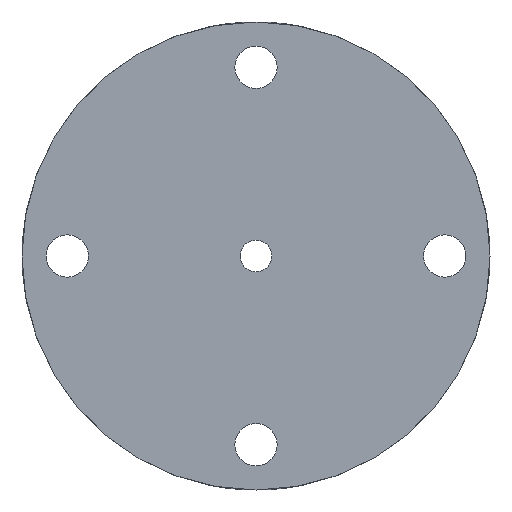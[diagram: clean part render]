
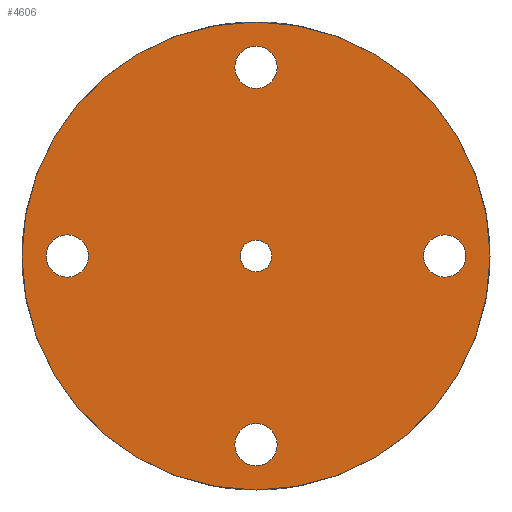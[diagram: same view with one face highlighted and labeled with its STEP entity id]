
A CAD part, left-side view. The second image highlights one B-rep face of the part: STEP entity #4606.
In plain terms, the highlighted planar face has unit normal (-1, 0, 0).
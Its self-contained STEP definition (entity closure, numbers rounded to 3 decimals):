
#46 = CARTESIAN_POINT ( 'NONE',  ( -7.5, 0., 0. ) ) ;
#132 = EDGE_CURVE ( 'NONE', #1383, #2104, #2515, .T. ) ;
#285 = AXIS2_PLACEMENT_3D ( 'NONE', #1668, #4131, #3653 ) ;
#298 = FACE_BOUND ( 'NONE', #408, .T. ) ;
#302 = DIRECTION ( 'NONE',  ( -1., 0., 0. ) ) ;
#323 = ORIENTED_EDGE ( 'NONE', *, *, #2514, .F. ) ;
#381 = AXIS2_PLACEMENT_3D ( 'NONE', #1387, #3028, #987 ) ;
#389 = ORIENTED_EDGE ( 'NONE', *, *, #3246, .F. ) ;
#408 = EDGE_LOOP ( 'NONE', ( #1024, #389 ) ) ;
#416 = CARTESIAN_POINT ( 'NONE',  ( -7.5, 0., 15.5 ) ) ;
#417 = CARTESIAN_POINT ( 'NONE',  ( -7.5, 0., 0. ) ) ;
#513 = DIRECTION ( 'NONE',  ( 0., 0., 1. ) ) ;
#560 = AXIS2_PLACEMENT_3D ( 'NONE', #3486, #2194, #1469 ) ;
#615 = EDGE_LOOP ( 'NONE', ( #3677, #1034 ) ) ;
#638 = EDGE_LOOP ( 'NONE', ( #3019, #1448 ) ) ;
#665 = ORIENTED_EDGE ( 'NONE', *, *, #3146, .F. ) ;
#700 = CARTESIAN_POINT ( 'NONE',  ( -7.5, 0., 0. ) ) ;
#717 = AXIS2_PLACEMENT_3D ( 'NONE', #1934, #3541, #1985 ) ;
#877 = EDGE_CURVE ( 'NONE', #2104, #1383, #1185, .T. ) ;
#880 = CIRCLE ( 'NONE', #285, 1.4 ) ;
#884 = CIRCLE ( 'NONE', #4474, 15.5 ) ;
#987 = DIRECTION ( 'NONE',  ( 0., 0., 1. ) ) ;
#1010 = AXIS2_PLACEMENT_3D ( 'NONE', #4611, #3284, #1717 ) ;
#1024 = ORIENTED_EDGE ( 'NONE', *, *, #5093, .F. ) ;
#1034 = ORIENTED_EDGE ( 'NONE', *, *, #132, .F. ) ;
#1068 = DIRECTION ( 'NONE',  ( -1., 0., 0. ) ) ;
#1085 = DIRECTION ( 'NONE',  ( -1., 0., 0. ) ) ;
#1147 = AXIS2_PLACEMENT_3D ( 'NONE', #4736, #1068, #3340 ) ;
#1185 = CIRCLE ( 'NONE', #3908, 1.4 ) ;
#1231 = AXIS2_PLACEMENT_3D ( 'NONE', #5191, #1522, #4422 ) ;
#1248 = DIRECTION ( 'NONE',  ( -1., 0., 0. ) ) ;
#1383 = VERTEX_POINT ( 'NONE', #3224 ) ;
#1387 = CARTESIAN_POINT ( 'NONE',  ( -7.5, 0., 0. ) ) ;
#1400 = VERTEX_POINT ( 'NONE', #416 ) ;
#1448 = ORIENTED_EDGE ( 'NONE', *, *, #3135, .T. ) ;
#1469 = DIRECTION ( 'NONE',  ( 0., 0., 1. ) ) ;
#1478 = CIRCLE ( 'NONE', #4483, 1.05 ) ;
#1479 = CARTESIAN_POINT ( 'NONE',  ( -7.5, -12.5, 0. ) ) ;
#1499 = DIRECTION ( 'NONE',  ( -1., 0., 0. ) ) ;
#1522 = DIRECTION ( 'NONE',  ( -1., 0., 0. ) ) ;
#1543 = VERTEX_POINT ( 'NONE', #1944 ) ;
#1648 = CIRCLE ( 'NONE', #717, 1.4 ) ;
#1668 = CARTESIAN_POINT ( 'NONE',  ( -7.5, 0., 12.5 ) ) ;
#1702 = VERTEX_POINT ( 'NONE', #1829 ) ;
#1717 = DIRECTION ( 'NONE',  ( 0., 0., 1. ) ) ;
#1829 = CARTESIAN_POINT ( 'NONE',  ( -7.5, 0., -15.5 ) ) ;
#1923 = ORIENTED_EDGE ( 'NONE', *, *, #4177, .F. ) ;
#1929 = DIRECTION ( 'NONE',  ( 0., 0., 1. ) ) ;
#1934 = CARTESIAN_POINT ( 'NONE',  ( -7.5, 0., 12.5 ) ) ;
#1944 = CARTESIAN_POINT ( 'NONE',  ( -7.5, 0., 1.05 ) ) ;
#1976 = FACE_BOUND ( 'NONE', #3347, .T. ) ;
#1985 = DIRECTION ( 'NONE',  ( 0., 0., 1. ) ) ;
#2017 = AXIS2_PLACEMENT_3D ( 'NONE', #2674, #3906, #3960 ) ;
#2054 = ORIENTED_EDGE ( 'NONE', *, *, #3789, .F. ) ;
#2074 = VERTEX_POINT ( 'NONE', #4533 ) ;
#2104 = VERTEX_POINT ( 'NONE', #4484 ) ;
#2194 = DIRECTION ( 'NONE',  ( -1., 0., 0. ) ) ;
#2230 = CARTESIAN_POINT ( 'NONE',  ( -7.5, 0., -11.1 ) ) ;
#2322 = FACE_BOUND ( 'NONE', #615, .T. ) ;
#2407 = EDGE_LOOP ( 'NONE', ( #2054, #4763 ) ) ;
#2437 = AXIS2_PLACEMENT_3D ( 'NONE', #2654, #1499, #3939 ) ;
#2502 = CIRCLE ( 'NONE', #381, 15.5 ) ;
#2514 = EDGE_CURVE ( 'NONE', #4232, #3943, #2897, .T. ) ;
#2515 = CIRCLE ( 'NONE', #2437, 1.4 ) ;
#2548 = CARTESIAN_POINT ( 'NONE',  ( -7.5, 0., 13.9 ) ) ;
#2588 = CARTESIAN_POINT ( 'NONE',  ( -7.5, 0., -1.05 ) ) ;
#2596 = CARTESIAN_POINT ( 'NONE',  ( -7.5, 0., -13.9 ) ) ;
#2654 = CARTESIAN_POINT ( 'NONE',  ( -7.5, -12.5, 0. ) ) ;
#2674 = CARTESIAN_POINT ( 'NONE',  ( -7.5, 0., 0. ) ) ;
#2703 = FACE_BOUND ( 'NONE', #2407, .T. ) ;
#2710 = EDGE_CURVE ( 'NONE', #4920, #3985, #1648, .T. ) ;
#2858 = CIRCLE ( 'NONE', #1231, 1.4 ) ;
#2872 = CIRCLE ( 'NONE', #560, 1.4 ) ;
#2879 = EDGE_CURVE ( 'NONE', #1543, #4571, #4984, .T. ) ;
#2897 = CIRCLE ( 'NONE', #1010, 1.4 ) ;
#2935 = AXIS2_PLACEMENT_3D ( 'NONE', #417, #4531, #513 ) ;
#2998 = EDGE_CURVE ( 'NONE', #1702, #1400, #2502, .T. ) ;
#3019 = ORIENTED_EDGE ( 'NONE', *, *, #2998, .T. ) ;
#3028 = DIRECTION ( 'NONE',  ( -1., 0., 0. ) ) ;
#3110 = CIRCLE ( 'NONE', #1147, 1.4 ) ;
#3135 = EDGE_CURVE ( 'NONE', #1400, #1702, #884, .T. ) ;
#3146 = EDGE_CURVE ( 'NONE', #3943, #4232, #2858, .T. ) ;
#3224 = CARTESIAN_POINT ( 'NONE',  ( -7.5, -12.5, 1.4 ) ) ;
#3246 = EDGE_CURVE ( 'NONE', #4528, #2074, #3110, .T. ) ;
#3284 = DIRECTION ( 'NONE',  ( -1., 0., 0. ) ) ;
#3340 = DIRECTION ( 'NONE',  ( 0., 0., 1. ) ) ;
#3347 = EDGE_LOOP ( 'NONE', ( #1923, #3371 ) ) ;
#3371 = ORIENTED_EDGE ( 'NONE', *, *, #2710, .F. ) ;
#3414 = CARTESIAN_POINT ( 'NONE',  ( -7.5, 0., 11.1 ) ) ;
#3486 = CARTESIAN_POINT ( 'NONE',  ( -7.5, 12.5, 0. ) ) ;
#3541 = DIRECTION ( 'NONE',  ( -1., 0., 0. ) ) ;
#3653 = DIRECTION ( 'NONE',  ( 0., 0., 1. ) ) ;
#3677 = ORIENTED_EDGE ( 'NONE', *, *, #877, .F. ) ;
#3768 = CARTESIAN_POINT ( 'NONE',  ( -7.5, 12.5, 1.4 ) ) ;
#3789 = EDGE_CURVE ( 'NONE', #4571, #1543, #1478, .T. ) ;
#3906 = DIRECTION ( 'NONE',  ( -1., 0., 0. ) ) ;
#3908 = AXIS2_PLACEMENT_3D ( 'NONE', #1479, #1085, #4223 ) ;
#3939 = DIRECTION ( 'NONE',  ( 0., 0., 1. ) ) ;
#3943 = VERTEX_POINT ( 'NONE', #2230 ) ;
#3960 = DIRECTION ( 'NONE',  ( 0., 0., 1. ) ) ;
#3985 = VERTEX_POINT ( 'NONE', #3414 ) ;
#4131 = DIRECTION ( 'NONE',  ( -1., 0., 0. ) ) ;
#4177 = EDGE_CURVE ( 'NONE', #3985, #4920, #880, .T. ) ;
#4223 = DIRECTION ( 'NONE',  ( 0., 0., 1. ) ) ;
#4232 = VERTEX_POINT ( 'NONE', #2596 ) ;
#4422 = DIRECTION ( 'NONE',  ( 0., 0., 1. ) ) ;
#4474 = AXIS2_PLACEMENT_3D ( 'NONE', #700, #302, #1929 ) ;
#4483 = AXIS2_PLACEMENT_3D ( 'NONE', #46, #1248, #4508 ) ;
#4484 = CARTESIAN_POINT ( 'NONE',  ( -7.5, -12.5, -1.4 ) ) ;
#4508 = DIRECTION ( 'NONE',  ( 0., 0., 1. ) ) ;
#4528 = VERTEX_POINT ( 'NONE', #3768 ) ;
#4531 = DIRECTION ( 'NONE',  ( -1., 0., 0. ) ) ;
#4533 = CARTESIAN_POINT ( 'NONE',  ( -7.5, 12.5, -1.4 ) ) ;
#4571 = VERTEX_POINT ( 'NONE', #2588 ) ;
#4606 = ADVANCED_FACE ( 'NONE', ( #2703, #2322, #298, #5186, #1976, #4732 ), #5212, .T. ) ;
#4611 = CARTESIAN_POINT ( 'NONE',  ( -7.5, 0., -12.5 ) ) ;
#4696 = EDGE_LOOP ( 'NONE', ( #323, #665 ) ) ;
#4732 = FACE_BOUND ( 'NONE', #4696, .T. ) ;
#4736 = CARTESIAN_POINT ( 'NONE',  ( -7.5, 12.5, 0. ) ) ;
#4763 = ORIENTED_EDGE ( 'NONE', *, *, #2879, .F. ) ;
#4920 = VERTEX_POINT ( 'NONE', #2548 ) ;
#4984 = CIRCLE ( 'NONE', #2935, 1.05 ) ;
#5093 = EDGE_CURVE ( 'NONE', #2074, #4528, #2872, .T. ) ;
#5186 = FACE_OUTER_BOUND ( 'NONE', #638, .T. ) ;
#5191 = CARTESIAN_POINT ( 'NONE',  ( -7.5, 0., -12.5 ) ) ;
#5212 = PLANE ( 'NONE',  #2017 ) ;
